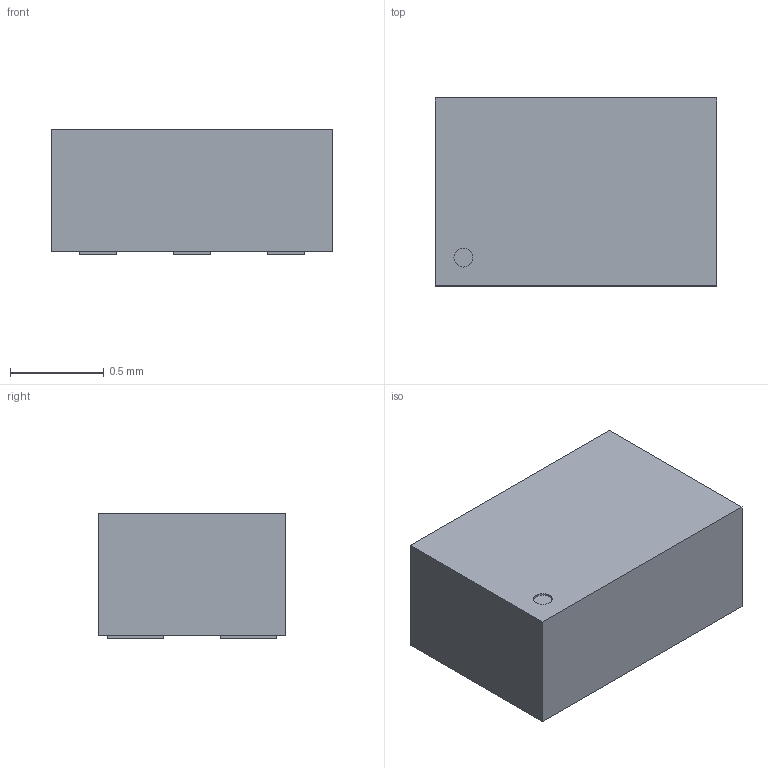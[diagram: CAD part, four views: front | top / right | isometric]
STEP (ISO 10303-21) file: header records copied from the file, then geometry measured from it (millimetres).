
FILE_DESCRIPTION(('FreeCAD Model'),'2;1');
FILE_NAME('User Library-MO-252D.step', '2017-03-02T17:06:43',('kicad StepUp'),('ksu MCAD'), 'Open CASCADE STEP processor 6.8','FreeCAD','Unknown');
FILE_SCHEMA(('AUTOMOTIVE_DESIGN_CC2 { 1 2 10303 214 -1 1 5 4 }'));
Length unit declared in the file: millimetre
Products named in the file (2): ASSEMBLY; User_Library-MO-252D
Assembly tree (1 placements, depth 2):
  ASSEMBLY
    User_Library-MO-252D
Bounding box: 1.5 x 1 x 0.67 mm (x, y, z)
Volume: 1 mm3; surface area: 6.4 mm2
Topology: 1 solids, 1 shells, 39 faces, 90 edges, 60 vertices
Faces by surface type: plane 37, cylinder 2
Entity records: 1393 total; most frequent: CARTESIAN_POINT 191, ORIENTED_EDGE 180, DIRECTION 176, EDGE_CURVE 90, LINE 86, VECTOR 86, VERTEX_POINT 60, FACE_BOUND 46
